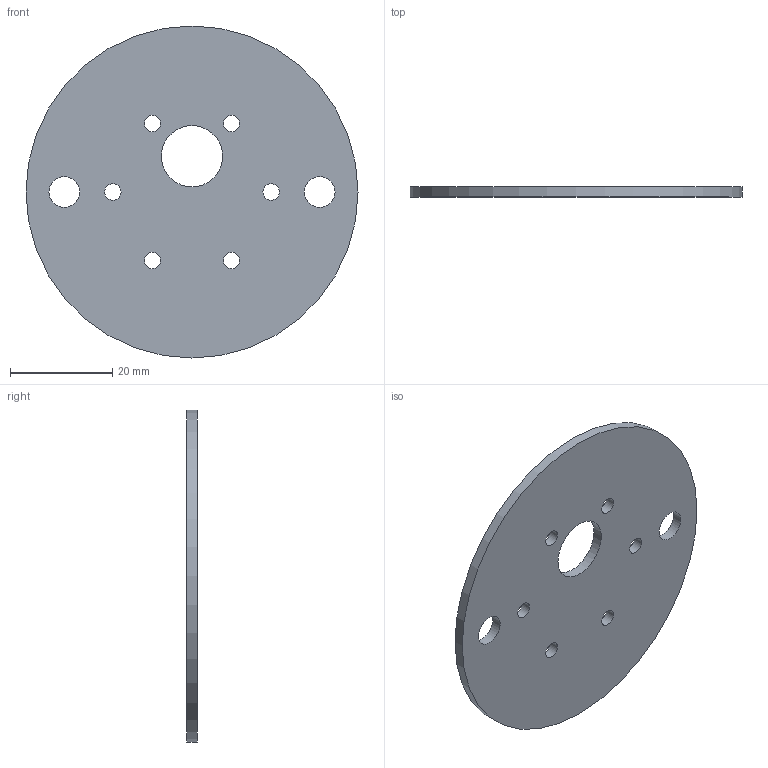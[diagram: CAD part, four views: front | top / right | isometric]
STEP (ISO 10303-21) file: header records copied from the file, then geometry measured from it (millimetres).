
FILE_DESCRIPTION(/* description */ (''),/* implementation_level */ '2;1');
FILE_NAME(/* name */ 'platform z motor mount.stp',/* time_stamp */ '2021-03-09T15:40:10+05:00',/* author */ ('ASUS'),/* organization */ (''),/* preprocessor_version */ 'ST-DEVELOPER v18.1',/* originating_system */ 'Autodesk Inventor 2021',/* authorisation */ '');
FILE_SCHEMA (('AUTOMOTIVE_DESIGN { 1 0 10303 214 3 1 1 }'));
Length unit declared in the file: millimetre
Products named in the file (1): platform
Bounding box: 65 x 2 x 65 mm (x, y, z)
Volume: 6200.8 mm3; surface area: 6880.7 mm2
Topology: 1 solids, 1 shells, 12 faces, 36 edges, 26 vertices
Faces by surface type: cylinder 10, plane 2
Full cylindrical faces by diameter (mm): 3.2 x6, 6 x2, 12 x1, 65 x1
Entity records: 511 total; most frequent: DIRECTION 88, CARTESIAN_POINT 75, ORIENTED_EDGE 72, AXIS2_PLACEMENT_3D 39, EDGE_CURVE 36, EDGE_LOOP 30, CIRCLE 26, VERTEX_POINT 26
